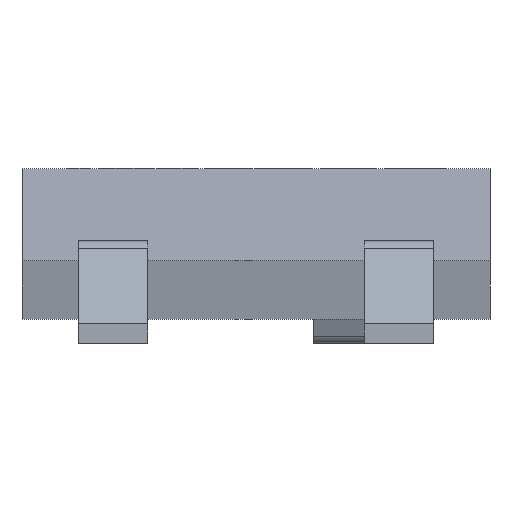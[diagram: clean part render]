
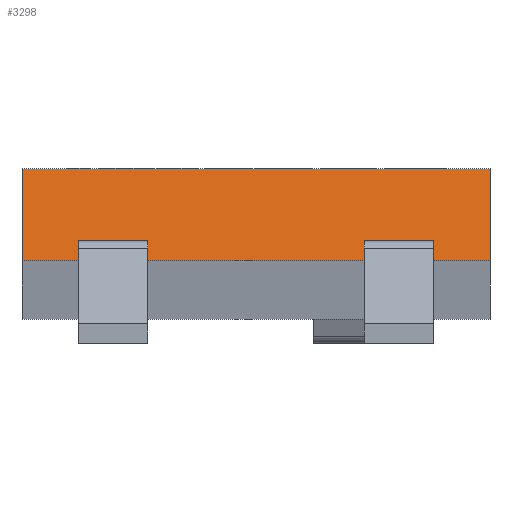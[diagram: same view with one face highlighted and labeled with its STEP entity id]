
A CAD part, left-side view. The second image highlights one B-rep face of the part: STEP entity #3298.
In plain terms, the highlighted planar face has unit normal (-0.988, 0, 0.156).
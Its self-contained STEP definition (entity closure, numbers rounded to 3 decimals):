
#457=FACE_OUTER_BOUND('',#642,.T.);
#642=EDGE_LOOP('',(#3011,#3012,#3013,#3014));
#953=LINE('',#6121,#1278);
#963=LINE('',#6143,#1288);
#966=LINE('',#6147,#1291);
#968=LINE('',#6152,#1293);
#1278=VECTOR('',#4041,10.);
#1288=VECTOR('',#4059,10.);
#1291=VECTOR('',#4064,10.);
#1293=VECTOR('',#4072,10.);
#1598=VERTEX_POINT('',#6118);
#1599=VERTEX_POINT('',#6120);
#1606=VERTEX_POINT('',#6140);
#1607=VERTEX_POINT('',#6142);
#2063=EDGE_CURVE('',#1599,#1598,#953,.T.);
#2073=EDGE_CURVE('',#1606,#1607,#963,.T.);
#2076=EDGE_CURVE('',#1599,#1606,#966,.T.);
#2078=EDGE_CURVE('',#1607,#1598,#968,.T.);
#3011=ORIENTED_EDGE('',*,*,#2063,.T.);
#3012=ORIENTED_EDGE('',*,*,#2078,.F.);
#3013=ORIENTED_EDGE('',*,*,#2073,.F.);
#3014=ORIENTED_EDGE('',*,*,#2076,.F.);
#3122=PLANE('',#3480);
#3298=ADVANCED_FACE('',(#457),#3122,.T.);
#3480=AXIS2_PLACEMENT_3D('',#6151,#4070,#4071);
#4041=DIRECTION('',(0.,1.,0.));
#4059=DIRECTION('',(0.,1.,0.));
#4064=DIRECTION('',(-0.156,0.,-0.988));
#4070=DIRECTION('center_axis',(-0.988,0.,0.156));
#4071=DIRECTION('ref_axis',(0.156,0.,0.988));
#4072=DIRECTION('',(0.156,0.,0.988));
#6118=CARTESIAN_POINT('',(-0.58,1.525,0.277));
#6120=CARTESIAN_POINT('',(-0.58,-1.525,0.277));
#6121=CARTESIAN_POINT('',(-0.58,0.,0.277));
#6140=CARTESIAN_POINT('',(-0.675,-1.525,-0.323));
#6142=CARTESIAN_POINT('',(-0.675,1.525,-0.323));
#6143=CARTESIAN_POINT('',(-0.675,0.,-0.323));
#6147=CARTESIAN_POINT('',(-0.675,-1.525,-0.323));
#6151=CARTESIAN_POINT('Origin',(-0.675,0.,-0.323));
#6152=CARTESIAN_POINT('',(-0.675,1.525,-0.323));
